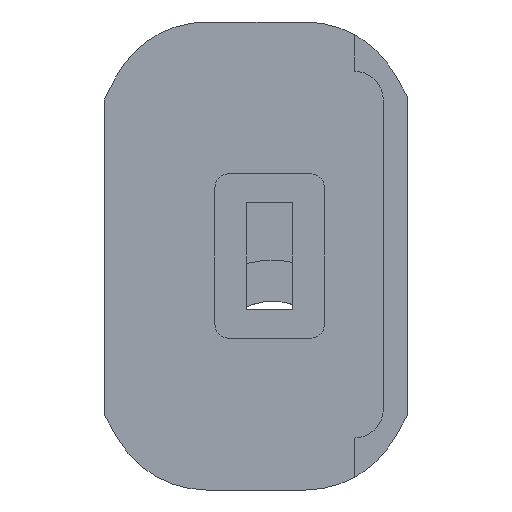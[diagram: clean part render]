
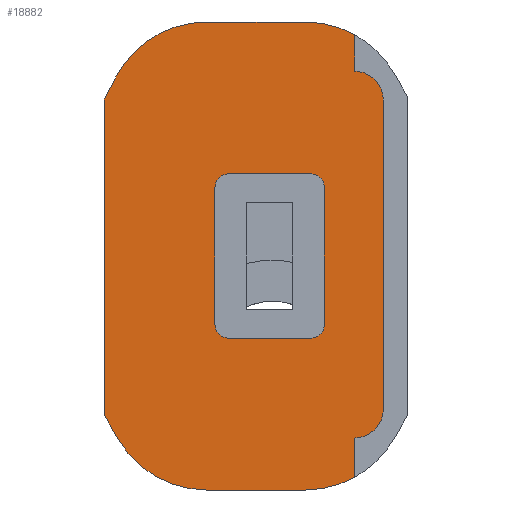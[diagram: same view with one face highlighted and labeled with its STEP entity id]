
A CAD part, left-side view. The second image highlights one B-rep face of the part: STEP entity #18882.
In plain terms, the highlighted planar face has unit normal (-1, 0, 0).
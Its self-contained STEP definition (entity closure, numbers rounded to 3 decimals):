
#210=FACE_BOUND('',#3629,.T.);
#977=CIRCLE('',#19981,1.);
#978=CIRCLE('',#19984,1.);
#982=CIRCLE('',#20013,2.1);
#998=CIRCLE('',#20037,7.5);
#999=CIRCLE('',#20039,7.5);
#1000=CIRCLE('',#20041,7.5);
#1001=CIRCLE('',#20044,7.5);
#1002=CIRCLE('',#20049,2.1);
#1003=CIRCLE('',#20050,1.);
#1004=CIRCLE('',#20051,1.);
#2569=FACE_OUTER_BOUND('',#3628,.T.);
#3628=EDGE_LOOP('',(#13308,#13309,#13310,#13311,#13312,#13313,#13314,#13315,
#13316,#13317,#13318,#13319,#13320,#13321));
#3629=EDGE_LOOP('',(#13322,#13323,#13324,#13325,#13326,#13327,#13328,#13329));
#4852=LINE('',#23948,#6266);
#4855=LINE('',#23956,#6269);
#4895=LINE('',#24055,#6309);
#4915=LINE('',#24132,#6329);
#4918=LINE('',#24141,#6332);
#4921=LINE('',#24145,#6335);
#4922=LINE('',#24147,#6336);
#4923=LINE('',#24149,#6337);
#4924=LINE('',#24150,#6338);
#4925=LINE('',#24153,#6339);
#4926=LINE('',#24155,#6340);
#4927=LINE('',#24159,#6341);
#6266=VECTOR('',#21017,10.);
#6269=VECTOR('',#21026,10.);
#6309=VECTOR('',#21124,10.);
#6329=VECTOR('',#21200,10.);
#6332=VECTOR('',#21209,10.);
#6335=VECTOR('',#21214,10.);
#6336=VECTOR('',#21217,10.);
#6337=VECTOR('',#21220,10.);
#6338=VECTOR('',#21221,10.);
#6339=VECTOR('',#21224,10.);
#6340=VECTOR('',#21225,10.);
#6341=VECTOR('',#21228,10.);
#7686=VERTEX_POINT('',#23940);
#7687=VERTEX_POINT('',#23942);
#7688=VERTEX_POINT('',#23946);
#7689=VERTEX_POINT('',#23950);
#7690=VERTEX_POINT('',#23954);
#7718=VERTEX_POINT('',#24047);
#7719=VERTEX_POINT('',#24049);
#7720=VERTEX_POINT('',#24053);
#7743=VERTEX_POINT('',#24112);
#7744=VERTEX_POINT('',#24114);
#7745=VERTEX_POINT('',#24118);
#7746=VERTEX_POINT('',#24120);
#7747=VERTEX_POINT('',#24124);
#7748=VERTEX_POINT('',#24126);
#7749=VERTEX_POINT('',#24130);
#7750=VERTEX_POINT('',#24134);
#7751=VERTEX_POINT('',#24136);
#7752=VERTEX_POINT('',#24140);
#7753=VERTEX_POINT('',#24151);
#7754=VERTEX_POINT('',#24154);
#7755=VERTEX_POINT('',#24156);
#7756=VERTEX_POINT('',#24158);
#9802=EDGE_CURVE('',#7687,#7686,#977,.T.);
#9805=EDGE_CURVE('',#7686,#7688,#4852,.T.);
#9807=EDGE_CURVE('',#7688,#7689,#978,.T.);
#9809=EDGE_CURVE('',#7689,#7690,#4855,.T.);
#9856=EDGE_CURVE('',#7718,#7719,#982,.T.);
#9859=EDGE_CURVE('',#7718,#7720,#4895,.T.);
#9889=EDGE_CURVE('',#7743,#7744,#998,.T.);
#9891=EDGE_CURVE('',#7746,#7745,#999,.T.);
#9894=EDGE_CURVE('',#7748,#7747,#1000,.T.);
#9897=EDGE_CURVE('',#7747,#7749,#4915,.T.);
#9899=EDGE_CURVE('',#7751,#7750,#1001,.T.);
#9901=EDGE_CURVE('',#7752,#7751,#4918,.T.);
#9904=EDGE_CURVE('',#7745,#7719,#4921,.T.);
#9905=EDGE_CURVE('',#7744,#7748,#4922,.T.);
#9906=EDGE_CURVE('',#7752,#7749,#4923,.T.);
#9907=EDGE_CURVE('',#7746,#7750,#4924,.T.);
#9908=EDGE_CURVE('',#7753,#7720,#1002,.T.);
#9909=EDGE_CURVE('',#7753,#7743,#4925,.T.);
#9910=EDGE_CURVE('',#7754,#7687,#4926,.T.);
#9911=EDGE_CURVE('',#7690,#7755,#1003,.T.);
#9912=EDGE_CURVE('',#7755,#7756,#4927,.T.);
#9913=EDGE_CURVE('',#7756,#7754,#1004,.T.);
#13308=ORIENTED_EDGE('',*,*,#9889,.T.);
#13309=ORIENTED_EDGE('',*,*,#9905,.T.);
#13310=ORIENTED_EDGE('',*,*,#9894,.T.);
#13311=ORIENTED_EDGE('',*,*,#9897,.T.);
#13312=ORIENTED_EDGE('',*,*,#9906,.F.);
#13313=ORIENTED_EDGE('',*,*,#9901,.T.);
#13314=ORIENTED_EDGE('',*,*,#9899,.T.);
#13315=ORIENTED_EDGE('',*,*,#9907,.F.);
#13316=ORIENTED_EDGE('',*,*,#9891,.T.);
#13317=ORIENTED_EDGE('',*,*,#9904,.T.);
#13318=ORIENTED_EDGE('',*,*,#9856,.F.);
#13319=ORIENTED_EDGE('',*,*,#9859,.T.);
#13320=ORIENTED_EDGE('',*,*,#9908,.F.);
#13321=ORIENTED_EDGE('',*,*,#9909,.T.);
#13322=ORIENTED_EDGE('',*,*,#9910,.T.);
#13323=ORIENTED_EDGE('',*,*,#9802,.T.);
#13324=ORIENTED_EDGE('',*,*,#9805,.T.);
#13325=ORIENTED_EDGE('',*,*,#9807,.T.);
#13326=ORIENTED_EDGE('',*,*,#9809,.T.);
#13327=ORIENTED_EDGE('',*,*,#9911,.T.);
#13328=ORIENTED_EDGE('',*,*,#9912,.T.);
#13329=ORIENTED_EDGE('',*,*,#9913,.T.);
#18557=PLANE('',#20048);
#18882=ADVANCED_FACE('',(#2569,#210),#18557,.T.);
#19981=AXIS2_PLACEMENT_3D('',#23943,#21011,#21012);
#19984=AXIS2_PLACEMENT_3D('',#23952,#21021,#21022);
#20013=AXIS2_PLACEMENT_3D('',#24050,#21118,#21119);
#20037=AXIS2_PLACEMENT_3D('',#24116,#21183,#21184);
#20039=AXIS2_PLACEMENT_3D('',#24121,#21188,#21189);
#20041=AXIS2_PLACEMENT_3D('',#24127,#21194,#21195);
#20044=AXIS2_PLACEMENT_3D('',#24137,#21204,#21205);
#20048=AXIS2_PLACEMENT_3D('',#24148,#21218,#21219);
#20049=AXIS2_PLACEMENT_3D('',#24152,#21222,#21223);
#20050=AXIS2_PLACEMENT_3D('',#24157,#21226,#21227);
#20051=AXIS2_PLACEMENT_3D('',#24160,#21229,#21230);
#21011=DIRECTION('center_axis',(1.,0.,0.));
#21012=DIRECTION('ref_axis',(0.,0.,-1.));
#21017=DIRECTION('',(0.,1.,0.));
#21021=DIRECTION('center_axis',(1.,0.,0.));
#21022=DIRECTION('ref_axis',(0.,1.,0.));
#21026=DIRECTION('',(0.,0.,1.));
#21118=DIRECTION('center_axis',(1.,0.,0.));
#21119=DIRECTION('ref_axis',(0.,-0.707,-0.707));
#21124=DIRECTION('',(0.,0.,1.));
#21183=DIRECTION('center_axis',(-1.,0.,0.));
#21184=DIRECTION('ref_axis',(0.,-1.,0.));
#21188=DIRECTION('center_axis',(-1.,0.,0.));
#21189=DIRECTION('ref_axis',(0.,0.,-1.));
#21194=DIRECTION('center_axis',(-1.,0.,0.));
#21195=DIRECTION('ref_axis',(0.,0.,1.));
#21200=DIRECTION('',(0.,0.454,-0.891));
#21204=DIRECTION('center_axis',(-1.,0.,0.));
#21205=DIRECTION('ref_axis',(0.,1.,0.));
#21209=DIRECTION('',(0.,-0.498,-0.867));
#21214=DIRECTION('',(0.,0.,1.));
#21217=DIRECTION('',(0.,1.,0.));
#21218=DIRECTION('center_axis',(-1.,0.,0.));
#21219=DIRECTION('ref_axis',(0.,0.,1.));
#21220=DIRECTION('',(0.,0.,1.));
#21221=DIRECTION('',(0.,1.,0.));
#21222=DIRECTION('center_axis',(1.,0.,0.));
#21223=DIRECTION('ref_axis',(0.,-0.707,0.707));
#21224=DIRECTION('',(0.,0.,1.));
#21225=DIRECTION('',(0.,0.,-1.));
#21226=DIRECTION('center_axis',(1.,0.,0.));
#21227=DIRECTION('ref_axis',(0.,0.,1.));
#21228=DIRECTION('',(0.,-1.,0.));
#21229=DIRECTION('center_axis',(1.,0.,0.));
#21230=DIRECTION('ref_axis',(0.,-1.,0.));
#23940=CARTESIAN_POINT('',(-3.1,5.3,-6.));
#23942=CARTESIAN_POINT('',(-3.1,4.3,-5.));
#23943=CARTESIAN_POINT('Origin',(-3.1,5.3,-5.));
#23946=CARTESIAN_POINT('',(-3.1,11.3,-6.));
#23948=CARTESIAN_POINT('',(-3.1,2.65,-6.));
#23950=CARTESIAN_POINT('',(-3.1,12.3,-5.));
#23952=CARTESIAN_POINT('Origin',(-3.1,11.3,-5.));
#23954=CARTESIAN_POINT('',(-3.1,12.3,5.));
#23956=CARTESIAN_POINT('',(-3.1,12.3,-11.05));
#24047=CARTESIAN_POINT('',(-3.1,0.,-11.2));
#24049=CARTESIAN_POINT('',(-3.1,2.1,-13.3));
#24050=CARTESIAN_POINT('Origin',(-3.1,2.1,-11.2));
#24053=CARTESIAN_POINT('',(-3.1,0.,11.4));
#24055=CARTESIAN_POINT('',(-3.1,0.,-17.1));
#24112=CARTESIAN_POINT('',(-3.1,2.1,16.18));
#24114=CARTESIAN_POINT('',(-3.1,5.7,17.1));
#24116=CARTESIAN_POINT('Origin',(-3.1,5.7,9.6));
#24118=CARTESIAN_POINT('',(-3.1,2.1,-16.18));
#24120=CARTESIAN_POINT('',(-3.1,5.7,-17.1));
#24121=CARTESIAN_POINT('Origin',(-3.1,5.7,-9.6));
#24124=CARTESIAN_POINT('',(-3.1,19.583,13.004));
#24126=CARTESIAN_POINT('',(-3.1,12.9,17.1));
#24127=CARTESIAN_POINT('Origin',(-3.1,12.9,9.6));
#24130=CARTESIAN_POINT('',(-3.1,20.4,11.4));
#24132=CARTESIAN_POINT('',(-3.1,23.653,5.012));
#24134=CARTESIAN_POINT('',(-3.1,12.9,-17.1));
#24136=CARTESIAN_POINT('',(-3.1,19.404,-13.334));
#24137=CARTESIAN_POINT('Origin',(-3.1,12.9,-9.6));
#24140=CARTESIAN_POINT('',(-3.1,20.4,-11.6));
#24141=CARTESIAN_POINT('',(-3.1,16.684,-18.073));
#24145=CARTESIAN_POINT('',(-3.1,2.1,-16.575));
#24147=CARTESIAN_POINT('',(-3.1,0.,17.1));
#24148=CARTESIAN_POINT('Origin',(-3.1,0.,-17.1));
#24149=CARTESIAN_POINT('',(-3.1,20.4,-8.55));
#24150=CARTESIAN_POINT('',(-3.1,18.6,-17.1));
#24151=CARTESIAN_POINT('',(-3.1,2.1,13.5));
#24152=CARTESIAN_POINT('Origin',(-3.1,2.1,11.4));
#24153=CARTESIAN_POINT('',(-3.1,2.1,-0.525));
#24154=CARTESIAN_POINT('',(-3.1,4.3,5.));
#24155=CARTESIAN_POINT('',(-3.1,4.3,-6.05));
#24156=CARTESIAN_POINT('',(-3.1,11.3,6.));
#24157=CARTESIAN_POINT('Origin',(-3.1,11.3,5.));
#24158=CARTESIAN_POINT('',(-3.1,5.3,6.));
#24159=CARTESIAN_POINT('',(-3.1,5.65,6.));
#24160=CARTESIAN_POINT('Origin',(-3.1,5.3,5.));
